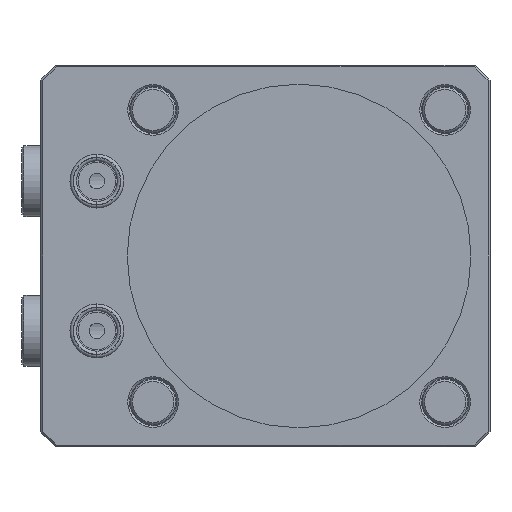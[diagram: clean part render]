
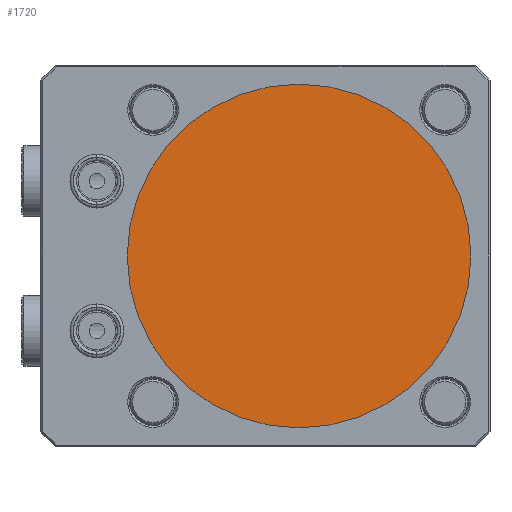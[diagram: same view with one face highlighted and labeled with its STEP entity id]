
A CAD part, front view. The second image highlights one B-rep face of the part: STEP entity #1720.
In plain terms, the highlighted planar face has unit normal (0, -1, 0).
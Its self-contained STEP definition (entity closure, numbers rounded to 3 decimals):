
#68 = VERTEX_POINT ( 'NONE', #13398 ) ;
#290 = EDGE_CURVE ( 'NONE', #68, #1933, #5190, .T. ) ;
#1439 = DIRECTION ( 'NONE',  ( 0., 1., 0. ) ) ;
#1720 = ADVANCED_FACE ( 'NONE', ( #15249 ), #15397, .T. ) ;
#1933 = VERTEX_POINT ( 'NONE', #16055 ) ;
#2425 = DIRECTION ( 'NONE',  ( 1., 0., 0. ) ) ;
#3547 = ORIENTED_EDGE ( 'NONE', *, *, #14313, .F. ) ;
#3789 = CIRCLE ( 'NONE', #10746, 45.9 ) ;
#4459 = AXIS2_PLACEMENT_3D ( 'NONE', #12726, #14081, #2425 ) ;
#5081 = DIRECTION ( 'NONE',  ( -1., 0., 0. ) ) ;
#5190 = CIRCLE ( 'NONE', #9473, 45.9 ) ;
#6333 = EDGE_LOOP ( 'NONE', ( #3547, #10504 ) ) ;
#8844 = CARTESIAN_POINT ( 'NONE',  ( 0., -19., 0. ) ) ;
#9473 = AXIS2_PLACEMENT_3D ( 'NONE', #8844, #12714, #5081 ) ;
#10223 = DIRECTION ( 'NONE',  ( -1., 0., 0. ) ) ;
#10504 = ORIENTED_EDGE ( 'NONE', *, *, #290, .F. ) ;
#10746 = AXIS2_PLACEMENT_3D ( 'NONE', #15507, #1439, #10223 ) ;
#12714 = DIRECTION ( 'NONE',  ( 0., 1., 0. ) ) ;
#12726 = CARTESIAN_POINT ( 'NONE',  ( -45.9, -19., 0. ) ) ;
#13398 = CARTESIAN_POINT ( 'NONE',  ( 45.9, -19., 0. ) ) ;
#14081 = DIRECTION ( 'NONE',  ( 0., -1., 0. ) ) ;
#14313 = EDGE_CURVE ( 'NONE', #1933, #68, #3789, .T. ) ;
#15249 = FACE_OUTER_BOUND ( 'NONE', #6333, .T. ) ;
#15397 = PLANE ( 'NONE',  #4459 ) ;
#15507 = CARTESIAN_POINT ( 'NONE',  ( 0., -19., 0. ) ) ;
#16055 = CARTESIAN_POINT ( 'NONE',  ( -45.9, -19., 0. ) ) ;
